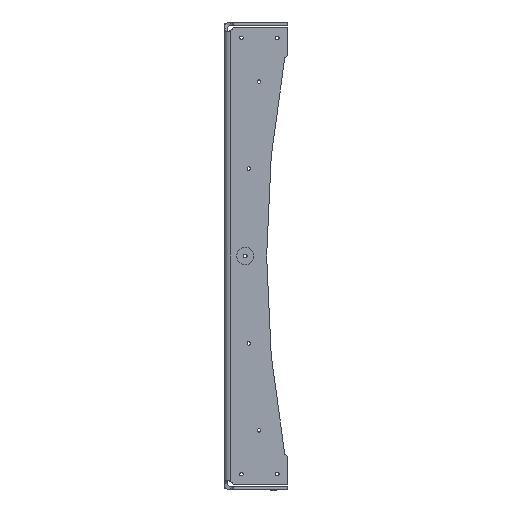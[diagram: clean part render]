
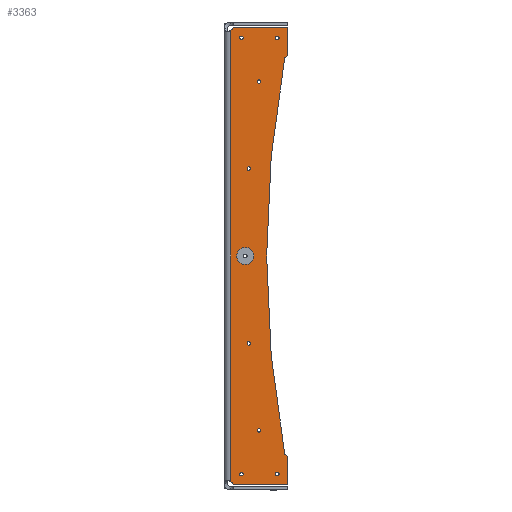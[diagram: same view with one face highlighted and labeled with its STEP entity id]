
A CAD part, left-side view. The second image highlights one B-rep face of the part: STEP entity #3363.
In plain terms, the highlighted planar face has unit normal (-1, 0, 0).
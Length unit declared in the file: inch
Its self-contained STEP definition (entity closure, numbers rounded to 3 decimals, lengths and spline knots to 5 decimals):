
#216=FACE_BOUND('',#774,.T.);
#217=FACE_BOUND('',#775,.T.);
#218=FACE_BOUND('',#776,.T.);
#219=FACE_BOUND('',#777,.T.);
#220=FACE_BOUND('',#778,.T.);
#221=FACE_BOUND('',#779,.T.);
#222=FACE_BOUND('',#780,.T.);
#223=FACE_BOUND('',#781,.T.);
#224=FACE_BOUND('',#782,.T.);
#266=PLANE('',#3751);
#415=FACE_OUTER_BOUND('',#773,.T.);
#773=EDGE_LOOP('',(#2799,#2800,#2801,#2802,#2803,#2804,#2805,#2806,#2807,
#2808));
#774=EDGE_LOOP('',(#2809));
#775=EDGE_LOOP('',(#2810));
#776=EDGE_LOOP('',(#2811));
#777=EDGE_LOOP('',(#2812));
#778=EDGE_LOOP('',(#2813));
#779=EDGE_LOOP('',(#2814));
#780=EDGE_LOOP('',(#2815));
#781=EDGE_LOOP('',(#2816));
#782=EDGE_LOOP('',(#2817));
#1001=LINE('',#5568,#1205);
#1002=LINE('',#5570,#1206);
#1003=LINE('',#5574,#1207);
#1004=LINE('',#5578,#1208);
#1005=LINE('',#5579,#1209);
#1205=VECTOR('',#4606,0.9275);
#1206=VECTOR('',#4607,2.02658);
#1207=VECTOR('',#4610,16.65777);
#1208=VECTOR('',#4613,2.02658);
#1209=VECTOR('',#4614,0.9275);
#1288=CIRCLE('',#3459,0.31496);
#1289=CIRCLE('',#3461,0.065);
#1291=CIRCLE('',#3464,0.065);
#1293=CIRCLE('',#3467,0.065);
#1295=CIRCLE('',#3470,0.065);
#1297=CIRCLE('',#3473,0.065);
#1299=CIRCLE('',#3476,0.065);
#1301=CIRCLE('',#3479,0.065);
#1303=CIRCLE('',#3482,0.065);
#1462=CIRCLE('',#3725,0.19685);
#1468=CIRCLE('',#3733,0.19685);
#1474=CIRCLE('',#3747,40.39008);
#1476=CIRCLE('',#3752,0.25);
#1477=CIRCLE('',#3753,0.25);
#1514=VERTEX_POINT('',#4880);
#1515=VERTEX_POINT('',#4883);
#1517=VERTEX_POINT('',#4888);
#1519=VERTEX_POINT('',#4893);
#1521=VERTEX_POINT('',#4898);
#1523=VERTEX_POINT('',#4903);
#1525=VERTEX_POINT('',#4908);
#1527=VERTEX_POINT('',#4913);
#1529=VERTEX_POINT('',#4918);
#1758=VERTEX_POINT('',#5486);
#1759=VERTEX_POINT('',#5487);
#1770=VERTEX_POINT('',#5513);
#1771=VERTEX_POINT('',#5515);
#1786=VERTEX_POINT('',#5567);
#1787=VERTEX_POINT('',#5569);
#1788=VERTEX_POINT('',#5571);
#1789=VERTEX_POINT('',#5573);
#1790=VERTEX_POINT('',#5575);
#1791=VERTEX_POINT('',#5577);
#1848=EDGE_CURVE('',#1514,#1514,#1288,.T.);
#1849=EDGE_CURVE('',#1515,#1515,#1289,.T.);
#1851=EDGE_CURVE('',#1517,#1517,#1291,.T.);
#1853=EDGE_CURVE('',#1519,#1519,#1293,.T.);
#1855=EDGE_CURVE('',#1521,#1521,#1295,.T.);
#1857=EDGE_CURVE('',#1523,#1523,#1297,.T.);
#1859=EDGE_CURVE('',#1525,#1525,#1299,.T.);
#1861=EDGE_CURVE('',#1527,#1527,#1301,.T.);
#1863=EDGE_CURVE('',#1529,#1529,#1303,.T.);
#2118=EDGE_CURVE('',#1758,#1759,#1462,.T.);
#2132=EDGE_CURVE('',#1770,#1771,#1468,.T.);
#2154=EDGE_CURVE('',#1758,#1771,#1474,.T.);
#2158=EDGE_CURVE('',#1786,#1770,#1001,.T.);
#2159=EDGE_CURVE('',#1787,#1786,#1002,.T.);
#2160=EDGE_CURVE('',#1787,#1788,#1476,.T.);
#2161=EDGE_CURVE('',#1788,#1789,#1003,.T.);
#2162=EDGE_CURVE('',#1789,#1790,#1477,.T.);
#2163=EDGE_CURVE('',#1791,#1790,#1004,.T.);
#2164=EDGE_CURVE('',#1759,#1791,#1005,.T.);
#2799=ORIENTED_EDGE('',*,*,#2118,.F.);
#2800=ORIENTED_EDGE('',*,*,#2154,.T.);
#2801=ORIENTED_EDGE('',*,*,#2132,.F.);
#2802=ORIENTED_EDGE('',*,*,#2158,.F.);
#2803=ORIENTED_EDGE('',*,*,#2159,.F.);
#2804=ORIENTED_EDGE('',*,*,#2160,.T.);
#2805=ORIENTED_EDGE('',*,*,#2161,.T.);
#2806=ORIENTED_EDGE('',*,*,#2162,.T.);
#2807=ORIENTED_EDGE('',*,*,#2163,.F.);
#2808=ORIENTED_EDGE('',*,*,#2164,.F.);
#2809=ORIENTED_EDGE('',*,*,#1848,.T.);
#2810=ORIENTED_EDGE('',*,*,#1849,.T.);
#2811=ORIENTED_EDGE('',*,*,#1851,.T.);
#2812=ORIENTED_EDGE('',*,*,#1853,.T.);
#2813=ORIENTED_EDGE('',*,*,#1855,.T.);
#2814=ORIENTED_EDGE('',*,*,#1857,.T.);
#2815=ORIENTED_EDGE('',*,*,#1859,.T.);
#2816=ORIENTED_EDGE('',*,*,#1861,.T.);
#2817=ORIENTED_EDGE('',*,*,#1863,.T.);
#3363=ADVANCED_FACE('',(#415,#216,#217,#218,#219,#220,#221,#222,#223,#224),
#266,.T.);
#3459=AXIS2_PLACEMENT_3D('',#4881,#3898,#3899);
#3461=AXIS2_PLACEMENT_3D('',#4884,#3902,#3903);
#3464=AXIS2_PLACEMENT_3D('',#4889,#3908,#3909);
#3467=AXIS2_PLACEMENT_3D('',#4894,#3914,#3915);
#3470=AXIS2_PLACEMENT_3D('',#4899,#3920,#3921);
#3473=AXIS2_PLACEMENT_3D('',#4904,#3926,#3927);
#3476=AXIS2_PLACEMENT_3D('',#4909,#3932,#3933);
#3479=AXIS2_PLACEMENT_3D('',#4914,#3938,#3939);
#3482=AXIS2_PLACEMENT_3D('',#4919,#3944,#3945);
#3725=AXIS2_PLACEMENT_3D('',#5488,#4526,#4527);
#3733=AXIS2_PLACEMENT_3D('',#5516,#4550,#4551);
#3747=AXIS2_PLACEMENT_3D('',#5559,#4594,#4595);
#3751=AXIS2_PLACEMENT_3D('',#5566,#4604,#4605);
#3752=AXIS2_PLACEMENT_3D('',#5572,#4608,#4609);
#3753=AXIS2_PLACEMENT_3D('',#5576,#4611,#4612);
#3898=DIRECTION('center_axis',(1.,0.,0.));
#3899=DIRECTION('ref_axis',(0.,0.,-1.));
#3902=DIRECTION('center_axis',(1.,0.,0.));
#3903=DIRECTION('ref_axis',(0.,0.,-1.));
#3908=DIRECTION('center_axis',(1.,0.,0.));
#3909=DIRECTION('ref_axis',(0.,0.,-1.));
#3914=DIRECTION('center_axis',(1.,0.,0.));
#3915=DIRECTION('ref_axis',(0.,0.,-1.));
#3920=DIRECTION('center_axis',(1.,0.,0.));
#3921=DIRECTION('ref_axis',(0.,0.,-1.));
#3926=DIRECTION('center_axis',(1.,0.,0.));
#3927=DIRECTION('ref_axis',(0.,0.,-1.));
#3932=DIRECTION('center_axis',(1.,0.,0.));
#3933=DIRECTION('ref_axis',(0.,0.,-1.));
#3938=DIRECTION('center_axis',(1.,0.,0.));
#3939=DIRECTION('ref_axis',(0.,0.,-1.));
#3944=DIRECTION('center_axis',(1.,0.,0.));
#3945=DIRECTION('ref_axis',(0.,0.,-1.));
#4526=DIRECTION('center_axis',(1.,0.,0.));
#4527=DIRECTION('ref_axis',(0.,-0.4,0.917));
#4550=DIRECTION('center_axis',(1.,0.,0.));
#4551=DIRECTION('ref_axis',(0.,-0.4,-0.917));
#4594=DIRECTION('center_axis',(1.,0.,0.));
#4595=DIRECTION('ref_axis',(0.,0.983,0.182));
#4604=DIRECTION('center_axis',(-1.,0.,0.));
#4605=DIRECTION('ref_axis',(0.,0.,1.));
#4606=DIRECTION('',(0.,0.,-1.));
#4607=DIRECTION('',(0.,-1.,0.));
#4608=DIRECTION('center_axis',(1.,0.,0.));
#4609=DIRECTION('ref_axis',(0.,1.,0.));
#4610=DIRECTION('',(0.,0.,-1.));
#4611=DIRECTION('center_axis',(1.,0.,0.));
#4612=DIRECTION('ref_axis',(0.,1.,0.));
#4613=DIRECTION('',(0.,1.,0.));
#4614=DIRECTION('',(0.,0.,-1.));
#4880=CARTESIAN_POINT('',(-6.24803,0.7874,0.31496));
#4881=CARTESIAN_POINT('Origin',(-6.24803,0.7874,0.));
#4883=CARTESIAN_POINT('',(-6.24803,-0.3937,-7.98815));
#4884=CARTESIAN_POINT('Origin',(-6.24803,-0.3937,-8.05315));
#4888=CARTESIAN_POINT('',(-6.24803,0.66047,-3.16575));
#4889=CARTESIAN_POINT('Origin',(-6.24803,0.66047,-3.23075));
#4893=CARTESIAN_POINT('',(-6.24803,0.66047,3.29575));
#4894=CARTESIAN_POINT('Origin',(-6.24803,0.66047,3.23075));
#4898=CARTESIAN_POINT('',(-6.24803,-0.3937,8.11815));
#4899=CARTESIAN_POINT('Origin',(-6.24803,-0.3937,8.05315));
#4903=CARTESIAN_POINT('',(-6.24803,0.9311,8.12602));
#4904=CARTESIAN_POINT('Origin',(-6.24803,0.9311,8.06102));
#4908=CARTESIAN_POINT('',(-6.24803,0.28044,6.50658));
#4909=CARTESIAN_POINT('Origin',(-6.24803,0.28044,6.44158));
#4913=CARTESIAN_POINT('',(-6.24803,0.28044,-6.37658));
#4914=CARTESIAN_POINT('Origin',(-6.24803,0.28044,-6.44158));
#4918=CARTESIAN_POINT('',(-6.24803,0.9311,-7.99602));
#4919=CARTESIAN_POINT('Origin',(-6.24803,0.9311,-8.06102));
#5486=CARTESIAN_POINT('',(-6.24803,-0.66929,-7.3224));
#5487=CARTESIAN_POINT('',(-6.24803,-0.7874,-7.50281));
#5488=CARTESIAN_POINT('Origin',(-6.24803,-0.59055,-7.50281));
#5513=CARTESIAN_POINT('',(-6.24803,-0.7874,7.50281));
#5515=CARTESIAN_POINT('',(-6.24803,-0.66929,7.3224));
#5516=CARTESIAN_POINT('Origin',(-6.24803,-0.59055,7.50281));
#5559=CARTESIAN_POINT('Origin',(-6.24803,-40.39008,0.));
#5566=CARTESIAN_POINT('Origin',(-6.24803,0.40792,0.));
#5567=CARTESIAN_POINT('',(-6.24803,-0.7874,8.43031));
#5568=CARTESIAN_POINT('',(-6.24803,-0.7874,8.43031));
#5569=CARTESIAN_POINT('',(-6.24803,1.23918,8.43031));
#5570=CARTESIAN_POINT('',(-6.24803,1.3248,8.43031));
#5571=CARTESIAN_POINT('',(-6.24803,1.3248,8.32888));
#5572=CARTESIAN_POINT('Origin',(-6.24803,1.46617,8.53507));
#5573=CARTESIAN_POINT('',(-6.24803,1.3248,-8.32888));
#5574=CARTESIAN_POINT('',(-6.24803,1.3248,0.));
#5575=CARTESIAN_POINT('',(-6.24803,1.23918,-8.43031));
#5576=CARTESIAN_POINT('Origin',(-6.24803,1.46617,-8.53507));
#5577=CARTESIAN_POINT('',(-6.24803,-0.7874,-8.43031));
#5578=CARTESIAN_POINT('',(-6.24803,1.3248,-8.43031));
#5579=CARTESIAN_POINT('',(-6.24803,-0.7874,8.43031));
